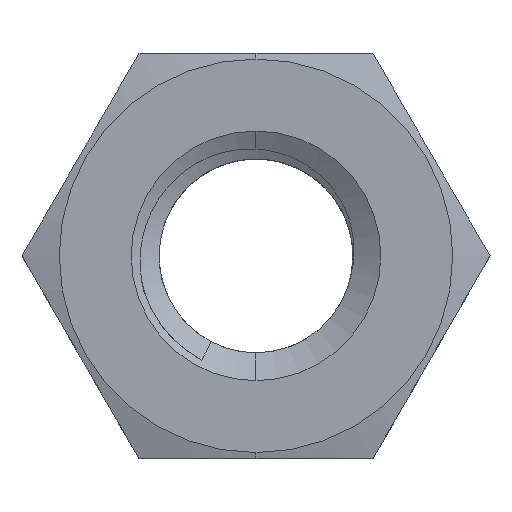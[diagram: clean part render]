
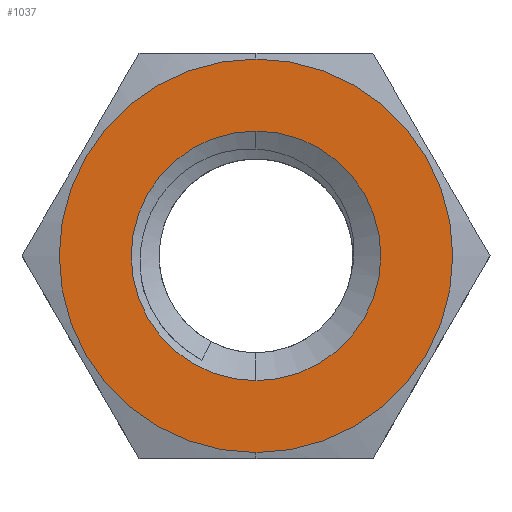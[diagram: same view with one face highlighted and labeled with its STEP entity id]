
A CAD part, top view. The second image highlights one B-rep face of the part: STEP entity #1037.
In plain terms, the highlighted planar face has unit normal (0, 0, 1).
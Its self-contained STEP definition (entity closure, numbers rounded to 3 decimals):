
#92 = ORIENTED_EDGE ( 'NONE', *, *, #973, .F. ) ;
#329 = DIRECTION ( 'NONE',  ( 0., 0., -1. ) ) ;
#335 = EDGE_CURVE ( 'NONE', #1869, #2525, #912, .T. ) ;
#362 = EDGE_LOOP ( 'NONE', ( #92, #2543 ) ) ;
#422 = VERTEX_POINT ( 'NONE', #2337 ) ;
#425 = CARTESIAN_POINT ( 'NONE',  ( 0., 0., 3.3 ) ) ;
#481 = CARTESIAN_POINT ( 'NONE',  ( 0., 0., 3.3 ) ) ;
#527 = AXIS2_PLACEMENT_3D ( 'NONE', #425, #1994, #2059 ) ;
#531 = DIRECTION ( 'NONE',  ( 0., 0., 1. ) ) ;
#713 = DIRECTION ( 'NONE',  ( 0., -1., 0. ) ) ;
#723 = CARTESIAN_POINT ( 'NONE',  ( 0., 0., 3.3 ) ) ;
#727 = EDGE_CURVE ( 'NONE', #2525, #1869, #1347, .T. ) ;
#738 = AXIS2_PLACEMENT_3D ( 'NONE', #723, #2554, #713 ) ;
#757 = DIRECTION ( 'NONE',  ( 1., 0., 0. ) ) ;
#912 = CIRCLE ( 'NONE', #738, 2.125 ) ;
#973 = EDGE_CURVE ( 'NONE', #422, #2219, #1230, .T. ) ;
#1037 = ADVANCED_FACE ( 'NONE', ( #1163, #2357 ), #2382, .T. ) ;
#1153 = CARTESIAN_POINT ( 'NONE',  ( 0., -2.125, 3.3 ) ) ;
#1163 = FACE_BOUND ( 'NONE', #2192, .T. ) ;
#1230 = CIRCLE ( 'NONE', #1313, 3.35 ) ;
#1313 = AXIS2_PLACEMENT_3D ( 'NONE', #1789, #329, #1940 ) ;
#1347 = CIRCLE ( 'NONE', #527, 2.125 ) ;
#1719 = DIRECTION ( 'NONE',  ( 0., 1., 0. ) ) ;
#1734 = CIRCLE ( 'NONE', #1990, 3.35 ) ;
#1736 = ORIENTED_EDGE ( 'NONE', *, *, #727, .T. ) ;
#1789 = CARTESIAN_POINT ( 'NONE',  ( 0., 0., 3.3 ) ) ;
#1837 = ORIENTED_EDGE ( 'NONE', *, *, #335, .T. ) ;
#1869 = VERTEX_POINT ( 'NONE', #2472 ) ;
#1940 = DIRECTION ( 'NONE',  ( 0., 1., 0. ) ) ;
#1979 = AXIS2_PLACEMENT_3D ( 'NONE', #2369, #531, #757 ) ;
#1990 = AXIS2_PLACEMENT_3D ( 'NONE', #481, #2575, #1719 ) ;
#1994 = DIRECTION ( 'NONE',  ( 0., 0., -1. ) ) ;
#2059 = DIRECTION ( 'NONE',  ( 0., -1., 0. ) ) ;
#2172 = EDGE_CURVE ( 'NONE', #2219, #422, #1734, .T. ) ;
#2192 = EDGE_LOOP ( 'NONE', ( #1736, #1837 ) ) ;
#2219 = VERTEX_POINT ( 'NONE', #2539 ) ;
#2337 = CARTESIAN_POINT ( 'NONE',  ( 0., 3.35, 3.3 ) ) ;
#2357 = FACE_OUTER_BOUND ( 'NONE', #362, .T. ) ;
#2369 = CARTESIAN_POINT ( 'NONE',  ( 0., 0., 3.3 ) ) ;
#2382 = PLANE ( 'NONE',  #1979 ) ;
#2472 = CARTESIAN_POINT ( 'NONE',  ( 0., 2.125, 3.3 ) ) ;
#2525 = VERTEX_POINT ( 'NONE', #1153 ) ;
#2539 = CARTESIAN_POINT ( 'NONE',  ( 0., -3.35, 3.3 ) ) ;
#2543 = ORIENTED_EDGE ( 'NONE', *, *, #2172, .F. ) ;
#2554 = DIRECTION ( 'NONE',  ( 0., 0., -1. ) ) ;
#2575 = DIRECTION ( 'NONE',  ( 0., 0., -1. ) ) ;
